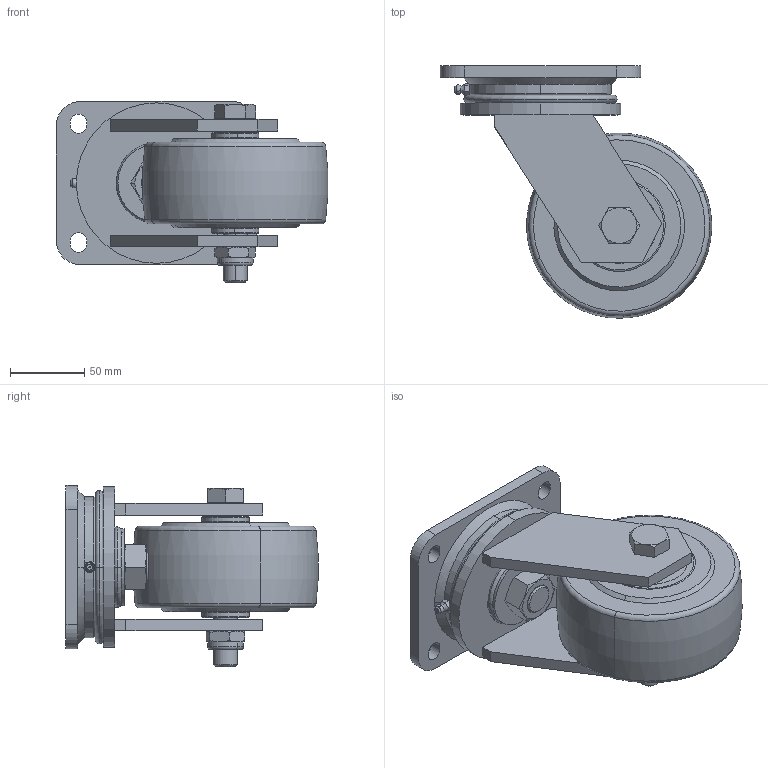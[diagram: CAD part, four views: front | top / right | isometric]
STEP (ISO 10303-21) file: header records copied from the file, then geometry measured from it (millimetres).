
FILE_DESCRIPTION (( 'STEP AP214' ), '1' );
FILE_NAME ('0028580_L-HS-GPA-125-K-3_(A-01).step', '2019-05-14T11:06:34', ( '' ), ( '' ), 'SwSTEP 2.0', 'SolidWorks 2018', '' );
FILE_SCHEMA (( 'AUTOMOTIVE_DESIGN' ));
Length unit declared in the file: millimetre
Products named in the file (1): 0028580_L-HS-GPA-125-K-3_(A-01)
Bounding box: 182.83 x 169.83 x 122 mm (x, y, z)
Surface area: 185712.3 mm2 (no closed solid volume)
Topology: 0 solids, 22 shells, 296 faces, 658 edges, 407 vertices
Faces by surface type: plane 94, cylinder 82, cone 74, torus 42, bspline 2, sphere 2
Entity records: 12724 total; most frequent: CARTESIAN_POINT 2602, DIRECTION 1516, ORIENTED_EDGE 1278, EDGE_CURVE 655, AXIS2_PLACEMENT_3D 638, VERTEX_POINT 406, EDGE_LOOP 347, CIRCLE 343
